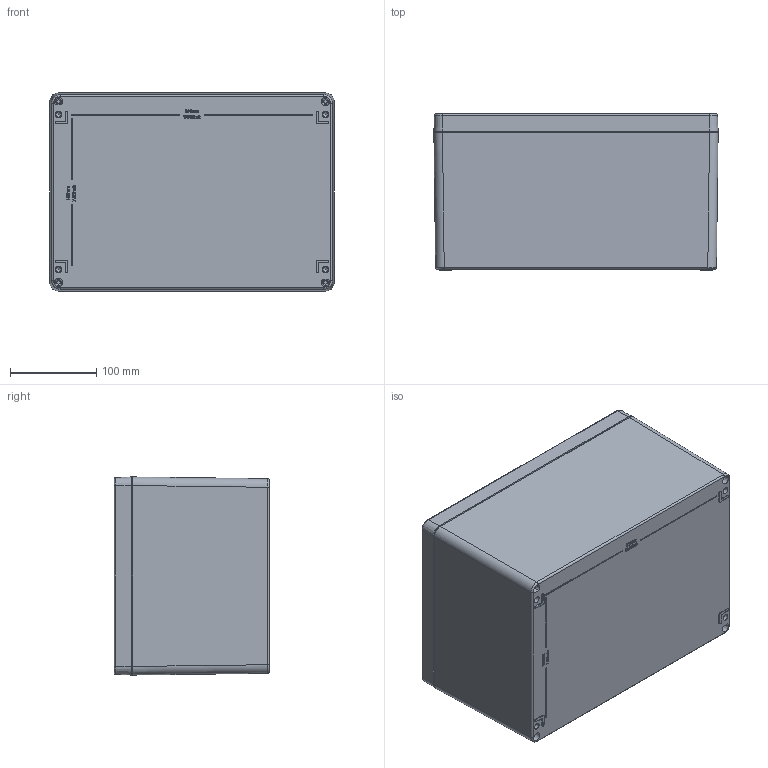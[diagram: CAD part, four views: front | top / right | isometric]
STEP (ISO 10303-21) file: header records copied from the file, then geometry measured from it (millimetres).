
FILE_DESCRIPTION (( 'STEP AP214' ), '1' );
FILE_NAME ('01233318.STEP', '2024-02-01T07:08:03', ( 'ROSE Systemtechnik GmbH ' ), ( 'ROSE Systemtechnik GmbH ' ), 'SwSTEP 2.0', 'SolidWorks 2020', '' );
FILE_SCHEMA (( 'AUTOMOTIVE_DESIGN' ));
Length unit declared in the file: millimetre
Products named in the file (5): 01621_Katalog Darstellung; 99999_1040_F〉 Deckel 02062; 01233318; 02062_Katalog Darstellung; 93134
Assembly tree (7 placements, depth 2):
  01233318
    01621_Katalog Darstellung
    02062_Katalog Darstellung
    93134  x4
    99999_1040_F〉 Deckel 02062
Bounding box: 330 x 181 x 230 mm (x, y, z)
Volume: 1937036.4 mm3; surface area: 731020.6 mm2
Topology: 7 solids, 7 shells, 1139 faces, 2773 edges, 1763 vertices
Faces by surface type: plane 548, bspline 236, cylinder 164, cone 135, torus 56
Full cylindrical faces by diameter (mm): 5 x11, 5.3 x4, 5.95 x5, 6 x4, 6.15 x5, 6.5 x11, 10 x2, 11 x1, 11.5 x4
Entity records: 43353 total; most frequent: CARTESIAN_POINT 20816, ORIENTED_EDGE 4890, DIRECTION 3834, EDGE_CURVE 2445, VERTEX_POINT 1612, AXIS2_PLACEMENT_3D 1305, EDGE_LOOP 1299, LINE 1224
